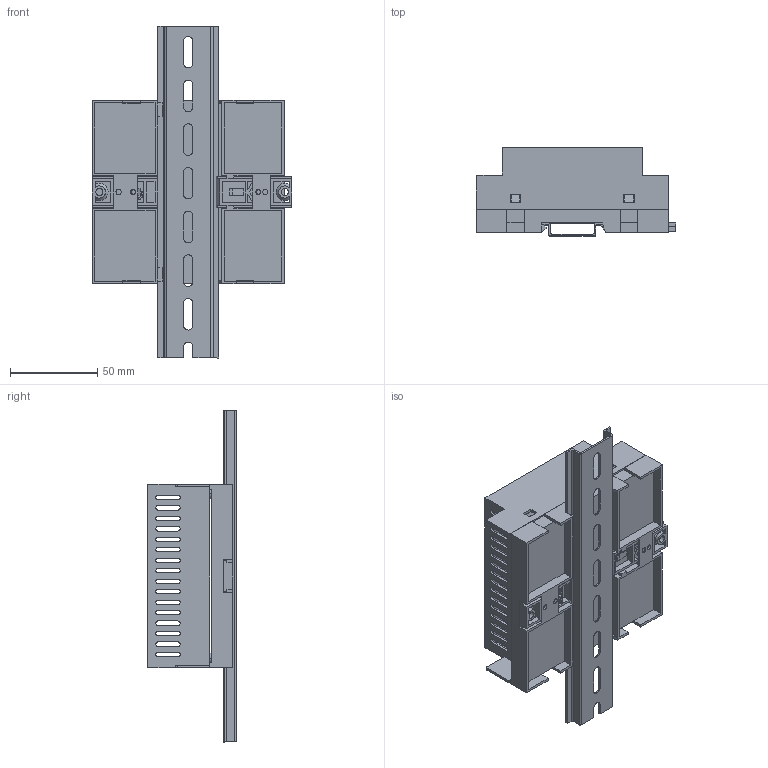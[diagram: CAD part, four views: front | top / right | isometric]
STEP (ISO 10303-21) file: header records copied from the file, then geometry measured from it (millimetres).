
FILE_DESCRIPTION (( 'STEP AP214' ), '1' );
FILE_NAME ('CESV-105-01.STEP', '2022-11-24T11:11:37', ( '' ), ( '' ), 'SwSTEP 2.0', 'SolidWorks 2017', '' );
FILE_SCHEMA (( 'AUTOMOTIVE_DESIGN' ));
Length unit declared in the file: millimetre
Products named in the file (8): BasePCB-CESP-105-01; Clip-Small; Clip-Big; Body-105; CESV-105-01; TopCover with Vetilation-CESVC-105; Rail-35-190mm; Screw-small
Assembly tree (8 placements, depth 2):
  CESV-105-01
    Body-105
    Clip-Big
    Clip-Small
    BasePCB-CESP-105-01
    Screw-small  x2
    Rail-35-190mm
    TopCover with Vetilation-CESVC-105
Bounding box: 114.3 x 50.55 x 190 mm (x, y, z)
Volume: 85771.8 mm3; surface area: 125018.9 mm2
Topology: 8 solids, 8 shells, 790 faces, 2298 edges, 1514 vertices
Faces by surface type: plane 504, cylinder 260, cone 20, torus 6
Entity records: 25977 total; most frequent: CARTESIAN_POINT 4566, ORIENTED_EDGE 4446, DIRECTION 4263, EDGE_CURVE 2223, LINE 1671, VECTOR 1671, VERTEX_POINT 1467, AXIS2_PLACEMENT_3D 1296
